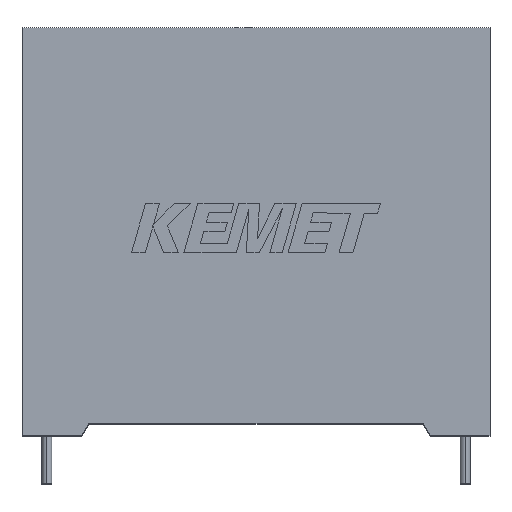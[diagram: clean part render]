
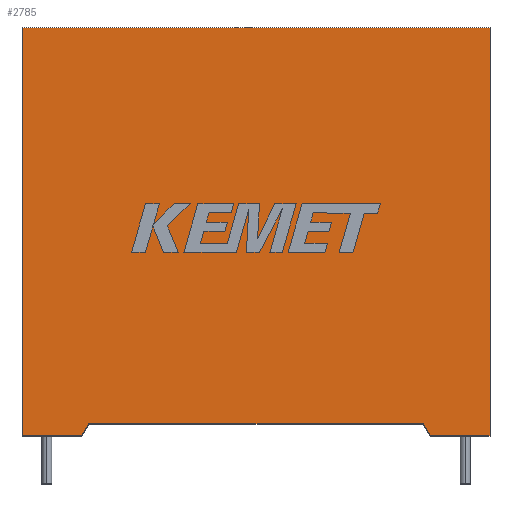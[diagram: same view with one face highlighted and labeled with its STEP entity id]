
A CAD part, top view. The second image highlights one B-rep face of the part: STEP entity #2785.
In plain terms, the highlighted planar face has unit normal (0, 0, 1).
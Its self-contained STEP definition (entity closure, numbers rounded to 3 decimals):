
#67 = EDGE_CURVE ( 'NONE', #180, #2405, #2146, .T. ) ;
#68 = VERTEX_POINT ( 'NONE', #3068 ) ;
#107 = ORIENTED_EDGE ( 'NONE', *, *, #508, .T. ) ;
#118 = LINE ( 'NONE', #1526, #2669 ) ;
#129 = EDGE_LOOP ( 'NONE', ( #1446, #107, #2464, #2400, #351, #1741, #3060, #1876 ) ) ;
#137 = FACE_OUTER_BOUND ( 'NONE', #129, .T. ) ;
#173 = EDGE_CURVE ( 'NONE', #68, #3119, #512, .T. ) ;
#180 = VERTEX_POINT ( 'NONE', #493 ) ;
#293 = VECTOR ( 'NONE', #742, 1000. ) ;
#315 = LINE ( 'NONE', #325, #1136 ) ;
#321 = CARTESIAN_POINT ( 'NONE',  ( 0., 0., 36.2 ) ) ;
#325 = CARTESIAN_POINT ( 'NONE',  ( 0., 0., 36.2 ) ) ;
#351 = ORIENTED_EDGE ( 'NONE', *, *, #1722, .T. ) ;
#447 = DIRECTION ( 'NONE',  ( -1., 0., 0. ) ) ;
#493 = CARTESIAN_POINT ( 'NONE',  ( 50.3, 1.505, 36.2 ) ) ;
#508 = EDGE_CURVE ( 'NONE', #180, #68, #772, .T. ) ;
#509 = DIRECTION ( 'NONE',  ( 0., 0., -1. ) ) ;
#512 = LINE ( 'NONE', #2696, #1511 ) ;
#553 = DIRECTION ( 'NONE',  ( 1., 0., 0. ) ) ;
#569 = CARTESIAN_POINT ( 'NONE',  ( 58.7, 0., 36.2 ) ) ;
#610 = DIRECTION ( 'NONE',  ( 0., 1., 0. ) ) ;
#718 = EDGE_CURVE ( 'NONE', #3119, #2581, #1756, .T. ) ;
#742 = DIRECTION ( 'NONE',  ( 0.513, -0.858, 0. ) ) ;
#772 = LINE ( 'NONE', #2159, #293 ) ;
#819 = CARTESIAN_POINT ( 'NONE',  ( 0., 51.2, 36.2 ) ) ;
#1136 = VECTOR ( 'NONE', #2987, 1000. ) ;
#1205 = VECTOR ( 'NONE', #610, 1000. ) ;
#1331 = VERTEX_POINT ( 'NONE', #2073 ) ;
#1446 = ORIENTED_EDGE ( 'NONE', *, *, #67, .F. ) ;
#1511 = VECTOR ( 'NONE', #2913, 1000. ) ;
#1526 = CARTESIAN_POINT ( 'NONE',  ( 0., 51.2, 36.2 ) ) ;
#1641 = EDGE_CURVE ( 'NONE', #1664, #2012, #315, .T. ) ;
#1664 = VERTEX_POINT ( 'NONE', #819 ) ;
#1687 = EDGE_CURVE ( 'NONE', #2012, #1331, #1743, .T. ) ;
#1722 = EDGE_CURVE ( 'NONE', #2581, #1664, #118, .T. ) ;
#1741 = ORIENTED_EDGE ( 'NONE', *, *, #1641, .T. ) ;
#1743 = LINE ( 'NONE', #2720, #1995 ) ;
#1756 = LINE ( 'NONE', #569, #1205 ) ;
#1795 = DIRECTION ( 'NONE',  ( -0.513, -0.858, 0. ) ) ;
#1876 = ORIENTED_EDGE ( 'NONE', *, *, #2286, .F. ) ;
#1931 = DIRECTION ( 'NONE',  ( -1., 0., 0. ) ) ;
#1995 = VECTOR ( 'NONE', #553, 1000. ) ;
#2012 = VERTEX_POINT ( 'NONE', #321 ) ;
#2065 = PLANE ( 'NONE',  #2690 ) ;
#2073 = CARTESIAN_POINT ( 'NONE',  ( 7.5, 0., 36.2 ) ) ;
#2075 = CARTESIAN_POINT ( 'NONE',  ( 58.7, 0., 36.2 ) ) ;
#2146 = LINE ( 'NONE', #3122, #2477 ) ;
#2159 = CARTESIAN_POINT ( 'NONE',  ( 50.3, 1.505, 36.2 ) ) ;
#2183 = CARTESIAN_POINT ( 'NONE',  ( 58.7, 51.2, 36.2 ) ) ;
#2246 = CARTESIAN_POINT ( 'NONE',  ( 8.4, 1.505, 36.2 ) ) ;
#2286 = EDGE_CURVE ( 'NONE', #2405, #1331, #2976, .T. ) ;
#2362 = VECTOR ( 'NONE', #1795, 1000. ) ;
#2400 = ORIENTED_EDGE ( 'NONE', *, *, #718, .T. ) ;
#2405 = VERTEX_POINT ( 'NONE', #3090 ) ;
#2424 = CARTESIAN_POINT ( 'NONE',  ( 0., 0., 36.2 ) ) ;
#2464 = ORIENTED_EDGE ( 'NONE', *, *, #173, .T. ) ;
#2477 = VECTOR ( 'NONE', #447, 1000. ) ;
#2581 = VERTEX_POINT ( 'NONE', #2183 ) ;
#2669 = VECTOR ( 'NONE', #3017, 1000. ) ;
#2690 = AXIS2_PLACEMENT_3D ( 'NONE', #2424, #509, #1931 ) ;
#2696 = CARTESIAN_POINT ( 'NONE',  ( 0., 0., 36.2 ) ) ;
#2720 = CARTESIAN_POINT ( 'NONE',  ( 0., 0., 36.2 ) ) ;
#2785 = ADVANCED_FACE ( 'NONE', ( #137 ), #2065, .F. ) ;
#2913 = DIRECTION ( 'NONE',  ( 1., 0., 0. ) ) ;
#2976 = LINE ( 'NONE', #2246, #2362 ) ;
#2987 = DIRECTION ( 'NONE',  ( 0., -1., 0. ) ) ;
#3017 = DIRECTION ( 'NONE',  ( -1., 0., 0. ) ) ;
#3060 = ORIENTED_EDGE ( 'NONE', *, *, #1687, .T. ) ;
#3068 = CARTESIAN_POINT ( 'NONE',  ( 51.2, 0., 36.2 ) ) ;
#3090 = CARTESIAN_POINT ( 'NONE',  ( 8.4, 1.505, 36.2 ) ) ;
#3119 = VERTEX_POINT ( 'NONE', #2075 ) ;
#3122 = CARTESIAN_POINT ( 'NONE',  ( 29.35, 1.505, 36.2 ) ) ;
